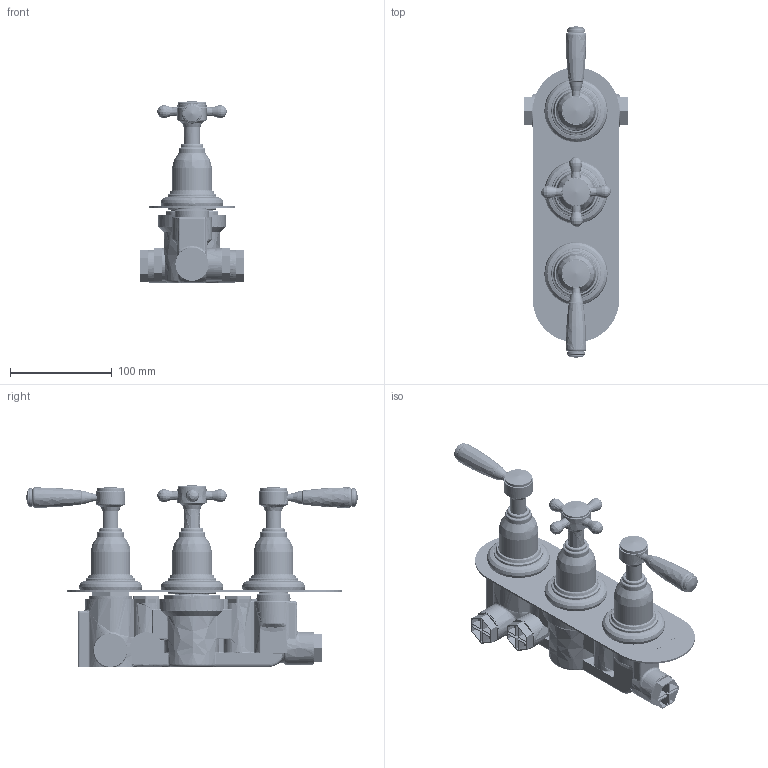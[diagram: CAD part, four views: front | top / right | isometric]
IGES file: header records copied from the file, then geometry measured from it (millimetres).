
Global section: file name: V203-TC TM TW TGBC; native system: Autodesk Inventor 2018; preprocessor: unknown; author: adaniels; date: 20171205.095259; units: millimetre
Bounding box: 103 x 325.95 x 178.79 mm (x, y, z)
Volume: 774813.4 mm3; surface area: 415482.1 mm2
Topology: 86 solids, 91 shells, 3058 faces, 8217 edges, 5528 vertices
Faces by surface type: bspline 3058
